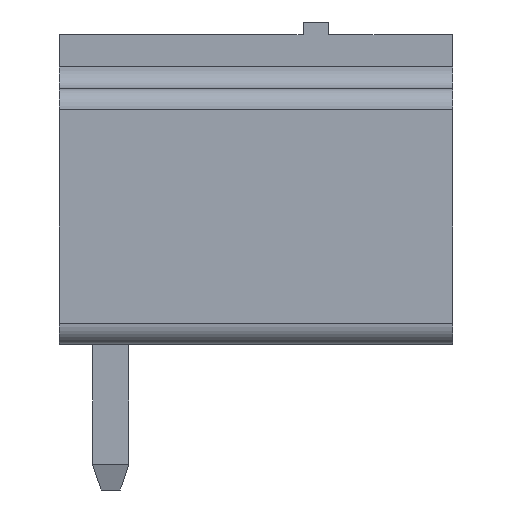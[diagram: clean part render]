
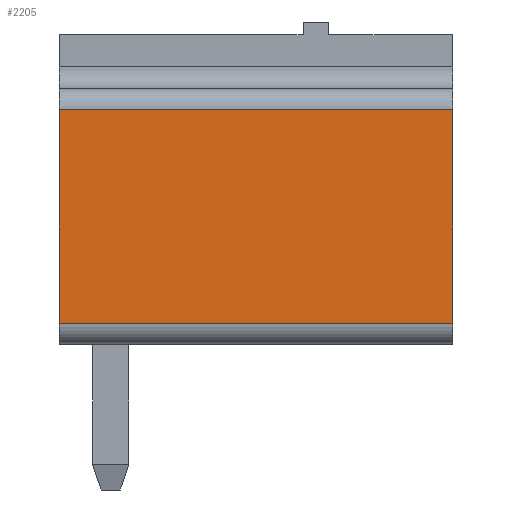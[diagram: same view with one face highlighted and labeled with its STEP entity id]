
A CAD part, left-side view. The second image highlights one B-rep face of the part: STEP entity #2205.
In plain terms, the highlighted planar face has unit normal (-1, 0, 0).
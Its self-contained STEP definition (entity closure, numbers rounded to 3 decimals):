
#32 = PLANE('',#33);
#33 = AXIS2_PLACEMENT_3D('',#34,#35,#36);
#34 = CARTESIAN_POINT('',(-7.1,1.2,0.));
#35 = DIRECTION('',(0.,1.,0.));
#36 = DIRECTION('',(-1.,0.,0.));
#57 = VERTEX_POINT('',#58);
#58 = CARTESIAN_POINT('',(-7.1,1.2,0.5));
#73 = CYLINDRICAL_SURFACE('',#74,0.5);
#74 = AXIS2_PLACEMENT_3D('',#75,#76,#77);
#75 = CARTESIAN_POINT('',(-6.6,1.2,0.5));
#76 = DIRECTION('',(0.,-1.,0.));
#77 = DIRECTION('',(0.,0.,-1.));
#85 = EDGE_CURVE('',#86,#57,#88,.T.);
#86 = VERTEX_POINT('',#87);
#87 = CARTESIAN_POINT('',(-7.1,1.2,5.5));
#88 = SURFACE_CURVE('',#89,(#93,#100),.PCURVE_S1.);
#89 = LINE('',#90,#91);
#90 = CARTESIAN_POINT('',(-7.1,1.2,6.));
#91 = VECTOR('',#92,1.);
#92 = DIRECTION('',(0.,0.,-1.));
#93 = PCURVE('',#32,#94);
#94 = DEFINITIONAL_REPRESENTATION('',(#95),#99);
#95 = LINE('',#96,#97);
#96 = CARTESIAN_POINT('',(0.,6.));
#97 = VECTOR('',#98,1.);
#98 = DIRECTION('',(0.,-1.));
#99 = ( GEOMETRIC_REPRESENTATION_CONTEXT(2)
PARAMETRIC_REPRESENTATION_CONTEXT() REPRESENTATION_CONTEXT('2D SPACE',''
) );
#100 = PCURVE('',#101,#106);
#101 = PLANE('',#102);
#102 = AXIS2_PLACEMENT_3D('',#103,#104,#105);
#103 = CARTESIAN_POINT('',(-7.1,1.2,6.));
#104 = DIRECTION('',(1.,0.,0.));
#105 = DIRECTION('',(0.,0.,-1.));
#106 = DEFINITIONAL_REPRESENTATION('',(#107),#111);
#107 = LINE('',#108,#109);
#108 = CARTESIAN_POINT('',(0.,0.));
#109 = VECTOR('',#110,1.);
#110 = DIRECTION('',(1.,0.));
#111 = ( GEOMETRIC_REPRESENTATION_CONTEXT(2)
PARAMETRIC_REPRESENTATION_CONTEXT() REPRESENTATION_CONTEXT('2D SPACE',''
) );
#134 = CYLINDRICAL_SURFACE('',#135,0.5);
#135 = AXIS2_PLACEMENT_3D('',#136,#137,#138);
#136 = CARTESIAN_POINT('',(-6.6,1.2,5.5));
#137 = DIRECTION('',(0.,-1.,0.));
#138 = DIRECTION('',(0.,0.,1.));
#479 = PLANE('',#480);
#480 = AXIS2_PLACEMENT_3D('',#481,#482,#483);
#481 = CARTESIAN_POINT('',(-7.1,-8.,0.));
#482 = DIRECTION('',(0.,1.,0.));
#483 = DIRECTION('',(-1.,0.,0.));
#2106 = EDGE_CURVE('',#57,#2107,#2109,.T.);
#2107 = VERTEX_POINT('',#2108);
#2108 = CARTESIAN_POINT('',(-7.1,-8.,0.5));
#2109 = SURFACE_CURVE('',#2110,(#2114,#2121),.PCURVE_S1.);
#2110 = LINE('',#2111,#2112);
#2111 = CARTESIAN_POINT('',(-7.1,1.2,0.5));
#2112 = VECTOR('',#2113,1.);
#2113 = DIRECTION('',(0.,-1.,0.));
#2114 = PCURVE('',#73,#2115);
#2115 = DEFINITIONAL_REPRESENTATION('',(#2116),#2120);
#2116 = LINE('',#2117,#2118);
#2117 = CARTESIAN_POINT('',(-1.571,0.));
#2118 = VECTOR('',#2119,1.);
#2119 = DIRECTION('',(0.,1.));
#2120 = ( GEOMETRIC_REPRESENTATION_CONTEXT(2)
PARAMETRIC_REPRESENTATION_CONTEXT() REPRESENTATION_CONTEXT('2D SPACE',''
) );
#2121 = PCURVE('',#101,#2122);
#2122 = DEFINITIONAL_REPRESENTATION('',(#2123),#2127);
#2123 = LINE('',#2124,#2125);
#2124 = CARTESIAN_POINT('',(5.5,0.));
#2125 = VECTOR('',#2126,1.);
#2126 = DIRECTION('',(0.,-1.));
#2127 = ( GEOMETRIC_REPRESENTATION_CONTEXT(2)
PARAMETRIC_REPRESENTATION_CONTEXT() REPRESENTATION_CONTEXT('2D SPACE',''
) );
#2205 = ADVANCED_FACE('',(#2206),#101,.F.);
#2206 = FACE_BOUND('',#2207,.F.);
#2207 = EDGE_LOOP('',(#2208,#2209,#2232,#2253));
#2208 = ORIENTED_EDGE('',*,*,#85,.F.);
#2209 = ORIENTED_EDGE('',*,*,#2210,.T.);
#2210 = EDGE_CURVE('',#86,#2211,#2213,.T.);
#2211 = VERTEX_POINT('',#2212);
#2212 = CARTESIAN_POINT('',(-7.1,-8.,5.5));
#2213 = SURFACE_CURVE('',#2214,(#2218,#2225),.PCURVE_S1.);
#2214 = LINE('',#2215,#2216);
#2215 = CARTESIAN_POINT('',(-7.1,1.2,5.5));
#2216 = VECTOR('',#2217,1.);
#2217 = DIRECTION('',(0.,-1.,0.));
#2218 = PCURVE('',#101,#2219);
#2219 = DEFINITIONAL_REPRESENTATION('',(#2220),#2224);
#2220 = LINE('',#2221,#2222);
#2221 = CARTESIAN_POINT('',(0.5,0.));
#2222 = VECTOR('',#2223,1.);
#2223 = DIRECTION('',(0.,-1.));
#2224 = ( GEOMETRIC_REPRESENTATION_CONTEXT(2)
PARAMETRIC_REPRESENTATION_CONTEXT() REPRESENTATION_CONTEXT('2D SPACE',''
) );
#2225 = PCURVE('',#134,#2226);
#2226 = DEFINITIONAL_REPRESENTATION('',(#2227),#2231);
#2227 = LINE('',#2228,#2229);
#2228 = CARTESIAN_POINT('',(1.571,0.));
#2229 = VECTOR('',#2230,1.);
#2230 = DIRECTION('',(0.,1.));
#2231 = ( GEOMETRIC_REPRESENTATION_CONTEXT(2)
PARAMETRIC_REPRESENTATION_CONTEXT() REPRESENTATION_CONTEXT('2D SPACE',''
) );
#2232 = ORIENTED_EDGE('',*,*,#2233,.T.);
#2233 = EDGE_CURVE('',#2211,#2107,#2234,.T.);
#2234 = SURFACE_CURVE('',#2235,(#2239,#2246),.PCURVE_S1.);
#2235 = LINE('',#2236,#2237);
#2236 = CARTESIAN_POINT('',(-7.1,-8.,6.));
#2237 = VECTOR('',#2238,1.);
#2238 = DIRECTION('',(0.,0.,-1.));
#2239 = PCURVE('',#101,#2240);
#2240 = DEFINITIONAL_REPRESENTATION('',(#2241),#2245);
#2241 = LINE('',#2242,#2243);
#2242 = CARTESIAN_POINT('',(0.,-9.2));
#2243 = VECTOR('',#2244,1.);
#2244 = DIRECTION('',(1.,0.));
#2245 = ( GEOMETRIC_REPRESENTATION_CONTEXT(2)
PARAMETRIC_REPRESENTATION_CONTEXT() REPRESENTATION_CONTEXT('2D SPACE',''
) );
#2246 = PCURVE('',#479,#2247);
#2247 = DEFINITIONAL_REPRESENTATION('',(#2248),#2252);
#2248 = LINE('',#2249,#2250);
#2249 = CARTESIAN_POINT('',(0.,6.));
#2250 = VECTOR('',#2251,1.);
#2251 = DIRECTION('',(0.,-1.));
#2252 = ( GEOMETRIC_REPRESENTATION_CONTEXT(2)
PARAMETRIC_REPRESENTATION_CONTEXT() REPRESENTATION_CONTEXT('2D SPACE',''
) );
#2253 = ORIENTED_EDGE('',*,*,#2106,.F.);
